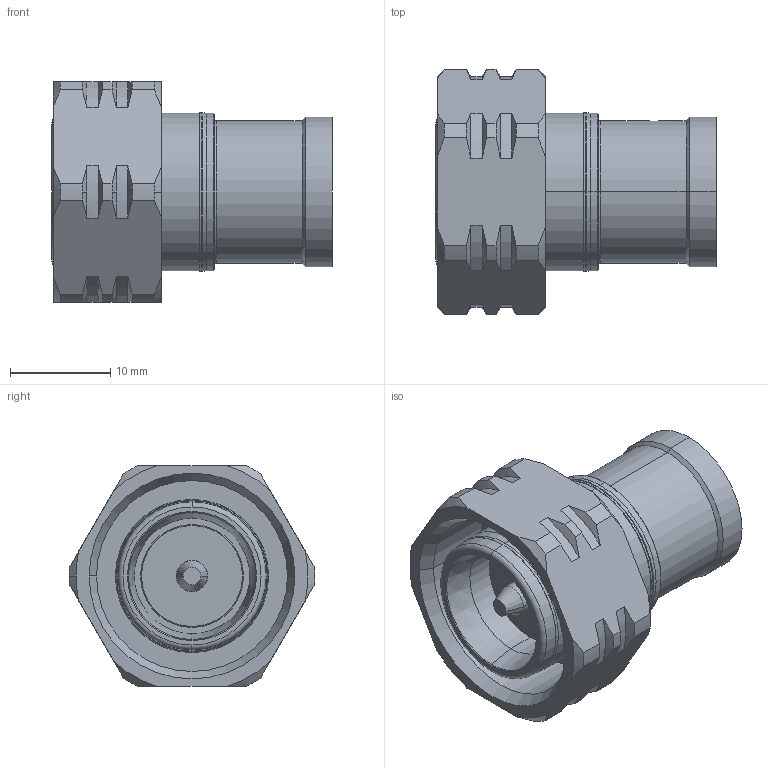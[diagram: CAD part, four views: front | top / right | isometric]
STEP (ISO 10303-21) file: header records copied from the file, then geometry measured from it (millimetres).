
FILE_DESCRIPTION (( 'STEP AP214' ), '1' );
FILE_NAME ('R183.031.007.STEP', '2017-05-03T02:35:04', ( '' ), ( '' ), 'SwSTEP 2.0', 'SolidWorks 2014', '' );
FILE_SCHEMA (( 'AUTOMOTIVE_DESIGN' ));
Length unit declared in the file: millimetre
Products named in the file (1): R183.031.007
Bounding box: 27.93 x 24.5 x 22 mm (x, y, z)
Volume: 4873.1 mm3; surface area: 3822.8 mm2
Topology: 1 solids, 1 shells, 170 faces, 416 edges, 259 vertices
Faces by surface type: cylinder 71, cone 64, plane 19, torus 16
Entity records: 5199 total; most frequent: CARTESIAN_POINT 1118, DIRECTION 881, ORIENTED_EDGE 832, EDGE_CURVE 416, AXIS2_PLACEMENT_3D 370, VERTEX_POINT 259, CIRCLE 199, EDGE_LOOP 183
